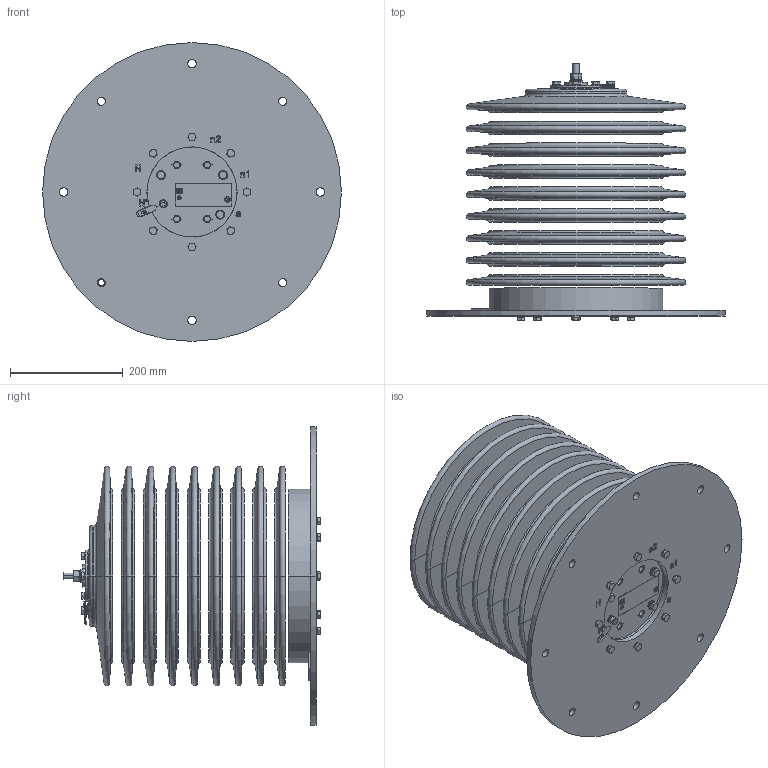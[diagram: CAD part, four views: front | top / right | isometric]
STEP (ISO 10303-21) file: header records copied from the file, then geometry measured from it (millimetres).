
FILE_DESCRIPTION (( 'STEP AP203' ), '1' );
FILE_NAME ('峭嗡.02.STEP', '2020-06-26T08:58:43', ( '' ), ( '' ), 'SwSTEP 2.0', 'SolidWorks 2010', '' );
FILE_SCHEMA (( 'CONFIG_CONTROL_DESIGN' ));
Length unit declared in the file: millimetre
Products named in the file (1): е恂.02
Bounding box: 530 x 454.79 x 530 mm (x, y, z)
Surface area: 1456350.4 mm2 (no closed solid volume)
Topology: 0 solids, 80 shells, 600 faces, 1985 edges, 1392 vertices
Faces by surface type: plane 250, cone 130, cylinder 111, torus 71, bspline 33, sphere 5
Entity records: 25755 total; most frequent: CARTESIAN_POINT 9107, DIRECTION 3424, ORIENTED_EDGE 3049, EDGE_CURVE 1985, VERTEX_POINT 1392, AXIS2_PLACEMENT_3D 1294, LINE 836, VECTOR 836
